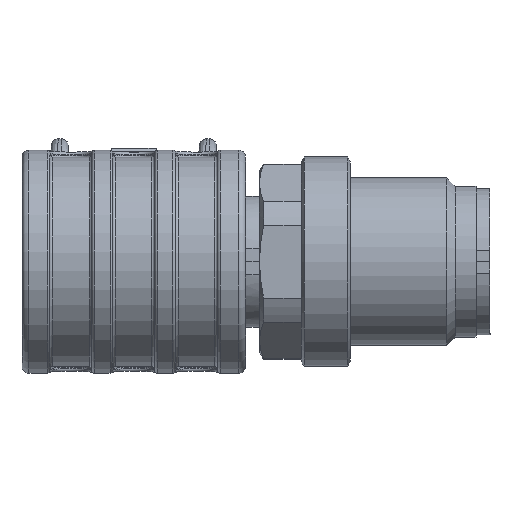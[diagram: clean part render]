
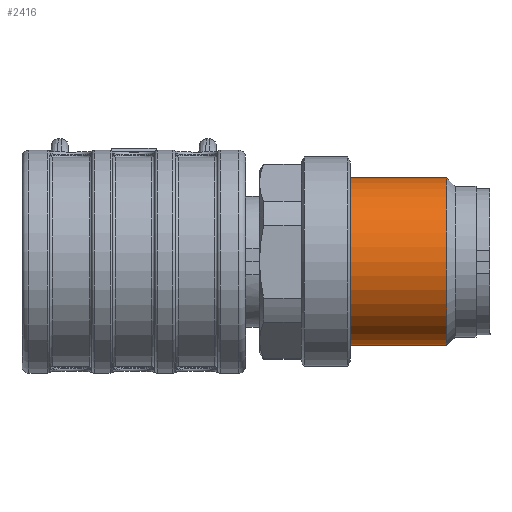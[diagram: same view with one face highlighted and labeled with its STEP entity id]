
A CAD part, front view. The second image highlights one B-rep face of the part: STEP entity #2416.
In plain terms, the highlighted cylindrical face has radius 6 mm (diameter 12 mm), a full revolution.
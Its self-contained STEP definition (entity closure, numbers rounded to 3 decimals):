
#108=FACE_BOUND('',#4590,.T.);
#109=FACE_BOUND('',#4591,.T.);
#873=CYLINDRICAL_SURFACE('',#17275,6.);
#1550=CIRCLE('',#17272,6.);
#1551=CIRCLE('',#17274,6.);
#2416=ADVANCED_FACE('',(#108,#109),#873,.T.);
#4590=EDGE_LOOP('',(#8741));
#4591=EDGE_LOOP('',(#8742));
#8741=ORIENTED_EDGE('',*,*,#12889,.F.);
#8742=ORIENTED_EDGE('',*,*,#12888,.T.);
#10648=VERTEX_POINT('',#27554);
#10649=VERTEX_POINT('',#27557);
#12888=EDGE_CURVE('',#10648,#10648,#1550,.T.);
#12889=EDGE_CURVE('',#10649,#10649,#1551,.T.);
#17272=AXIS2_PLACEMENT_3D('',#27553,#21576,#21577);
#17274=AXIS2_PLACEMENT_3D('',#27556,#21580,#21581);
#17275=AXIS2_PLACEMENT_3D('',#27558,#21582,#21583);
#21576=DIRECTION('',(1.,0.,0.));
#21577=DIRECTION('',(0.,0.5,0.866));
#21580=DIRECTION('',(1.,0.,0.));
#21581=DIRECTION('',(0.,0.5,0.866));
#21582=DIRECTION('',(1.,0.,0.));
#21583=DIRECTION('',(0.,-0.5,-0.866));
#27553=CARTESIAN_POINT('',(65.5,45.5,0.));
#27554=CARTESIAN_POINT('',(65.5,48.5,5.196));
#27556=CARTESIAN_POINT('',(72.4,45.5,0.));
#27557=CARTESIAN_POINT('',(72.4,48.5,5.196));
#27558=CARTESIAN_POINT('',(74.5,45.5,0.));
